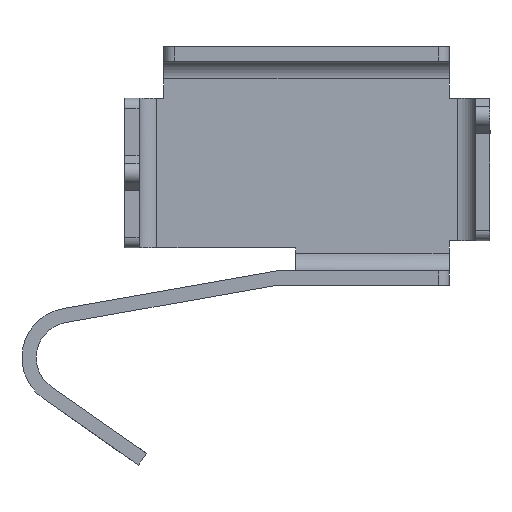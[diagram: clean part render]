
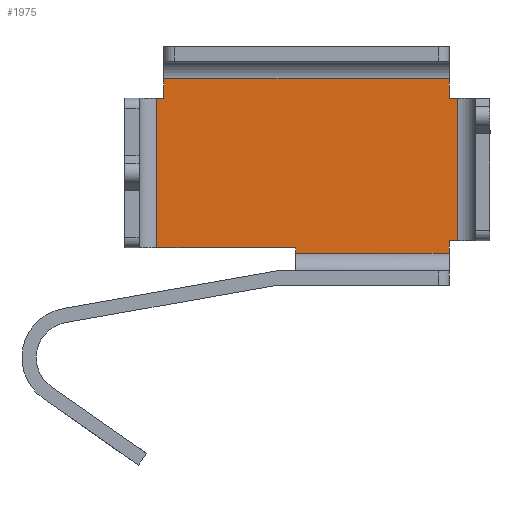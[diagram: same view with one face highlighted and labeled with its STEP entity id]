
A CAD part, left-side view. The second image highlights one B-rep face of the part: STEP entity #1975.
In plain terms, the highlighted planar face has unit normal (-1, 0, 0).
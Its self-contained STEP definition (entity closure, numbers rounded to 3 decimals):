
#1959=AXIS2_PLACEMENT_3D('Plane Axis2P3D',#1956,#1957,#1958) ;
#260=CARTESIAN_POINT('Vertex',(5.045,9.35,10.297)) ;
#274=CARTESIAN_POINT('Vertex',(5.045,9.35,6.097)) ;
#277=CARTESIAN_POINT('Line Origine',(5.045,9.35,8.205)) ;
#362=CARTESIAN_POINT('Line Origine',(5.045,9.25,10.297)) ;
#366=CARTESIAN_POINT('Vertex',(5.045,9.15,10.297)) ;
#429=CARTESIAN_POINT('Line Origine',(5.045,7.4,6.097)) ;
#433=CARTESIAN_POINT('Vertex',(5.045,5.45,6.097)) ;
#591=CARTESIAN_POINT('Vertex',(5.045,5.45,5.952)) ;
#594=CARTESIAN_POINT('Line Origine',(5.045,5.45,6.024)) ;
#628=CARTESIAN_POINT('Vertex',(5.045,1.15,10.842)) ;
#631=CARTESIAN_POINT('Line Origine',(5.045,1.15,10.569)) ;
#635=CARTESIAN_POINT('Vertex',(5.045,1.15,10.297)) ;
#704=CARTESIAN_POINT('Line Origine',(5.045,1.15,6.124)) ;
#708=CARTESIAN_POINT('Vertex',(5.045,1.15,6.297)) ;
#710=CARTESIAN_POINT('Vertex',(5.045,1.15,5.952)) ;
#1363=CARTESIAN_POINT('Vertex',(5.045,0.9,10.297)) ;
#1366=CARTESIAN_POINT('Line Origine',(5.045,0.9,8.297)) ;
#1370=CARTESIAN_POINT('Vertex',(5.045,0.9,6.297)) ;
#1423=CARTESIAN_POINT('Vertex',(5.045,9.15,10.842)) ;
#1426=CARTESIAN_POINT('Line Origine',(5.045,5.15,10.842)) ;
#1860=CARTESIAN_POINT('Line Origine',(5.045,3.322,5.952)) ;
#1896=CARTESIAN_POINT('Line Origine',(5.045,1.025,6.297)) ;
#1913=CARTESIAN_POINT('Line Origine',(5.045,1.025,10.297)) ;
#1943=CARTESIAN_POINT('Line Origine',(5.045,9.15,10.569)) ;
#1956=CARTESIAN_POINT('Axis2P3D Location',(5.045,26.35,2.897)) ;
#278=DIRECTION('Vector Direction',(0.,0.,1.)) ;
#363=DIRECTION('Vector Direction',(0.,1.,0.)) ;
#430=DIRECTION('Vector Direction',(0.,1.,0.)) ;
#595=DIRECTION('Vector Direction',(0.,0.,-1.)) ;
#632=DIRECTION('Vector Direction',(0.,0.,-1.)) ;
#705=DIRECTION('Vector Direction',(0.,0.,-1.)) ;
#1367=DIRECTION('Vector Direction',(0.,0.,-1.)) ;
#1427=DIRECTION('Vector Direction',(0.,-1.,0.)) ;
#1861=DIRECTION('Vector Direction',(0.,1.,0.)) ;
#1897=DIRECTION('Vector Direction',(0.,-1.,0.)) ;
#1914=DIRECTION('Vector Direction',(0.,1.,0.)) ;
#1944=DIRECTION('Vector Direction',(0.,0.,1.)) ;
#1957=DIRECTION('Axis2P3D Direction',(1.,0.,0.)) ;
#1958=DIRECTION('Axis2P3D XDirection',(0.,1.,0.)) ;
#279=VECTOR('Line Direction',#278,1.) ;
#364=VECTOR('Line Direction',#363,1.) ;
#431=VECTOR('Line Direction',#430,1.) ;
#596=VECTOR('Line Direction',#595,1.) ;
#633=VECTOR('Line Direction',#632,1.) ;
#706=VECTOR('Line Direction',#705,1.) ;
#1368=VECTOR('Line Direction',#1367,1.) ;
#1428=VECTOR('Line Direction',#1427,1.) ;
#1862=VECTOR('Line Direction',#1861,1.) ;
#1898=VECTOR('Line Direction',#1897,1.) ;
#1915=VECTOR('Line Direction',#1914,1.) ;
#1945=VECTOR('Line Direction',#1944,1.) ;
#1962=ORIENTED_EDGE('',*,*,#368,.T.) ;
#1963=ORIENTED_EDGE('',*,*,#281,.T.) ;
#1964=ORIENTED_EDGE('',*,*,#435,.F.) ;
#1965=ORIENTED_EDGE('',*,*,#598,.T.) ;
#1966=ORIENTED_EDGE('',*,*,#1864,.F.) ;
#1967=ORIENTED_EDGE('',*,*,#712,.F.) ;
#1968=ORIENTED_EDGE('',*,*,#1900,.T.) ;
#1969=ORIENTED_EDGE('',*,*,#1372,.F.) ;
#1970=ORIENTED_EDGE('',*,*,#1917,.T.) ;
#1971=ORIENTED_EDGE('',*,*,#637,.F.) ;
#1972=ORIENTED_EDGE('',*,*,#1430,.T.) ;
#1973=ORIENTED_EDGE('',*,*,#1947,.F.) ;
#1975=ADVANCED_FACE('FEDERKONTAKT',(#1974),#1960,.F.) ;
#281=EDGE_CURVE('',#261,#275,#280,.F.) ;
#368=EDGE_CURVE('',#367,#261,#365,.T.) ;
#435=EDGE_CURVE('',#434,#275,#432,.T.) ;
#598=EDGE_CURVE('',#434,#592,#597,.T.) ;
#637=EDGE_CURVE('',#629,#636,#634,.T.) ;
#712=EDGE_CURVE('',#709,#711,#707,.T.) ;
#1372=EDGE_CURVE('',#1364,#1371,#1369,.T.) ;
#1430=EDGE_CURVE('',#629,#1424,#1429,.F.) ;
#1864=EDGE_CURVE('',#711,#592,#1863,.T.) ;
#1900=EDGE_CURVE('',#709,#1371,#1899,.T.) ;
#1917=EDGE_CURVE('',#1364,#636,#1916,.T.) ;
#1947=EDGE_CURVE('',#367,#1424,#1946,.T.) ;
#1961=EDGE_LOOP('',(#1962,#1963,#1964,#1965,#1966,#1967,#1968,#1969,#1970,#1971,#1972,#1973)) ;
#1974=FACE_OUTER_BOUND('',#1961,.T.) ;
#280=LINE('Line',#277,#279) ;
#365=LINE('Line',#362,#364) ;
#432=LINE('Line',#429,#431) ;
#597=LINE('Line',#594,#596) ;
#634=LINE('Line',#631,#633) ;
#707=LINE('Line',#704,#706) ;
#1369=LINE('Line',#1366,#1368) ;
#1429=LINE('Line',#1426,#1428) ;
#1863=LINE('Line',#1860,#1862) ;
#1899=LINE('Line',#1896,#1898) ;
#1916=LINE('Line',#1913,#1915) ;
#1946=LINE('Line',#1943,#1945) ;
#1960=PLANE('',#1959) ;
#261=VERTEX_POINT('',#260) ;
#275=VERTEX_POINT('',#274) ;
#367=VERTEX_POINT('',#366) ;
#434=VERTEX_POINT('',#433) ;
#592=VERTEX_POINT('',#591) ;
#629=VERTEX_POINT('',#628) ;
#636=VERTEX_POINT('',#635) ;
#709=VERTEX_POINT('',#708) ;
#711=VERTEX_POINT('',#710) ;
#1364=VERTEX_POINT('',#1363) ;
#1371=VERTEX_POINT('',#1370) ;
#1424=VERTEX_POINT('',#1423) ;
